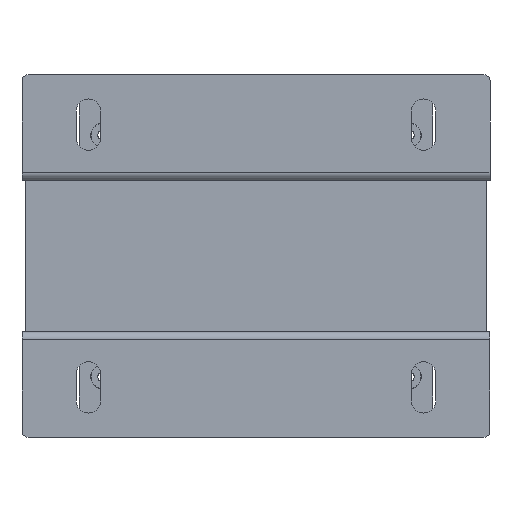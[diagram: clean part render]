
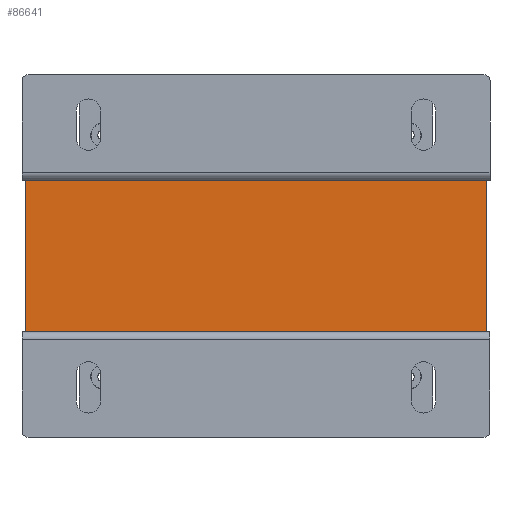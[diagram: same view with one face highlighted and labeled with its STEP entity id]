
A CAD part, front view. The second image highlights one B-rep face of the part: STEP entity #86641.
In plain terms, the highlighted planar face has unit normal (0, -1, 0).
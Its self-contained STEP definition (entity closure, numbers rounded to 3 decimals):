
#705 = DIRECTION ( 'NONE',  ( 0., 0., -1. ) ) ;
#2030 = VECTOR ( 'NONE', #705, 1000. ) ;
#6407 = DIRECTION ( 'NONE',  ( 1., 0., 0. ) ) ;
#6751 = CARTESIAN_POINT ( 'NONE',  ( 99.401, 9.757, 114.003 ) ) ;
#7005 = EDGE_CURVE ( 'NONE', #73951, #41421, #74529, .T. ) ;
#18122 = EDGE_CURVE ( 'NONE', #124930, #41421, #118778, .T. ) ;
#18378 = VECTOR ( 'NONE', #82955, 1000. ) ;
#26274 = DIRECTION ( 'NONE',  ( 0., 1., 0. ) ) ;
#34293 = CARTESIAN_POINT ( 'NONE',  ( -52.999, 9.757, 114.003 ) ) ;
#35216 = CARTESIAN_POINT ( 'NONE',  ( -52.999, 9.757, 164.033 ) ) ;
#36816 = PLANE ( 'NONE',  #77963 ) ;
#38245 = CARTESIAN_POINT ( 'NONE',  ( -52.999, 9.757, 164.033 ) ) ;
#41421 = VERTEX_POINT ( 'NONE', #6751 ) ;
#50919 = CARTESIAN_POINT ( 'NONE',  ( 99.401, 9.757, 164.033 ) ) ;
#50946 = CARTESIAN_POINT ( 'NONE',  ( 99.401, 9.757, 164.033 ) ) ;
#55421 = ORIENTED_EDGE ( 'NONE', *, *, #18122, .T. ) ;
#59509 = CARTESIAN_POINT ( 'NONE',  ( -52.999, 9.757, 164.033 ) ) ;
#62026 = FACE_OUTER_BOUND ( 'NONE', #137555, .T. ) ;
#70068 = ORIENTED_EDGE ( 'NONE', *, *, #122655, .T. ) ;
#73951 = VERTEX_POINT ( 'NONE', #50919 ) ;
#74529 = LINE ( 'NONE', #50946, #2030 ) ;
#75655 = CARTESIAN_POINT ( 'NONE',  ( -52.999, 9.757, 164.033 ) ) ;
#77963 = AXIS2_PLACEMENT_3D ( 'NONE', #35216, #26274, #87837 ) ;
#79503 = VECTOR ( 'NONE', #6407, 1000. ) ;
#82955 = DIRECTION ( 'NONE',  ( 1., 0., 0. ) ) ;
#85292 = LINE ( 'NONE', #59509, #18378 ) ;
#86641 = ADVANCED_FACE ( 'NONE', ( #62026 ), #36816, .F. ) ;
#87837 = DIRECTION ( 'NONE',  ( 0., 0., 1. ) ) ;
#96226 = VECTOR ( 'NONE', #159390, 1000. ) ;
#114822 = ORIENTED_EDGE ( 'NONE', *, *, #7005, .F. ) ;
#118008 = CARTESIAN_POINT ( 'NONE',  ( -52.999, 9.757, 114.003 ) ) ;
#118778 = LINE ( 'NONE', #118008, #79503 ) ;
#121791 = ORIENTED_EDGE ( 'NONE', *, *, #138837, .F. ) ;
#122655 = EDGE_CURVE ( 'NONE', #152562, #124930, #146511, .T. ) ;
#124930 = VERTEX_POINT ( 'NONE', #34293 ) ;
#137555 = EDGE_LOOP ( 'NONE', ( #55421, #114822, #121791, #70068 ) ) ;
#138837 = EDGE_CURVE ( 'NONE', #152562, #73951, #85292, .T. ) ;
#146511 = LINE ( 'NONE', #38245, #96226 ) ;
#152562 = VERTEX_POINT ( 'NONE', #75655 ) ;
#159390 = DIRECTION ( 'NONE',  ( 0., 0., -1. ) ) ;
